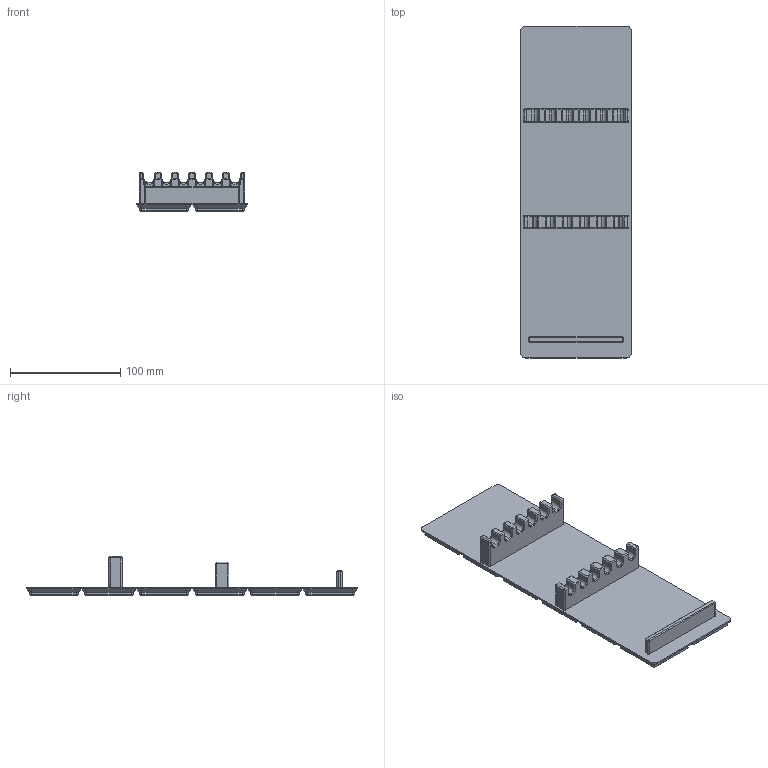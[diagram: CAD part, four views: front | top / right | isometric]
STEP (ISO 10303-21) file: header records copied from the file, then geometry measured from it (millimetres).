
FILE_DESCRIPTION(('FreeCAD Model'),'2;1');
FILE_NAME('Open CASCADE Shape Model','2025-05-03T07:46:26',('FreeCAD'),( 'FreeCAD'),'Open CASCADE STEP processor 7.6','FreeCAD','Unknown');
FILE_SCHEMA(('AUTOMOTIVE_DESIGN { 1 0 10303 214 1 1 1 1 }'));
Length unit declared in the file: millimetre
Products named in the file (1): Open CASCADE STEP translator 7.6 1
Bounding box: 100.2 x 300.61 x 35.46 mm (x, y, z)
Volume: 238625.3 mm3; surface area: 95691.5 mm2
Topology: 8 solids, 8 shells, 939 faces, 2105 edges, 1237 vertices
Faces by surface type: bspline 939
Entity records: 25846 total; most frequent: CARTESIAN_POINT 13025, ORIENTED_EDGE 4210, EDGE_CURVE 2105, B_SPLINE_CURVE_WITH_KNOTS 1668, VERTEX_POINT 1237, FACE_BOUND 996, EDGE_LOOP 996, ADVANCED_FACE 939
